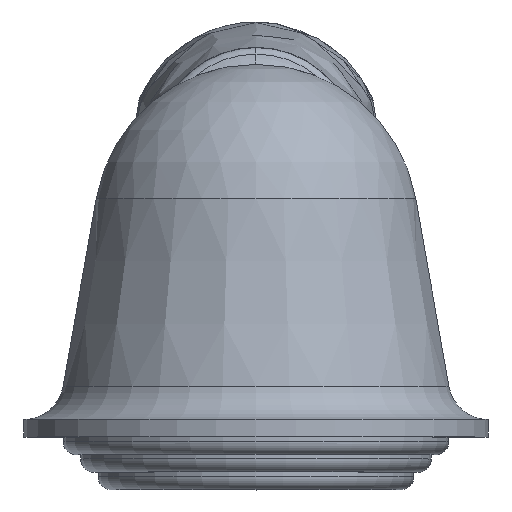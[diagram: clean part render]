
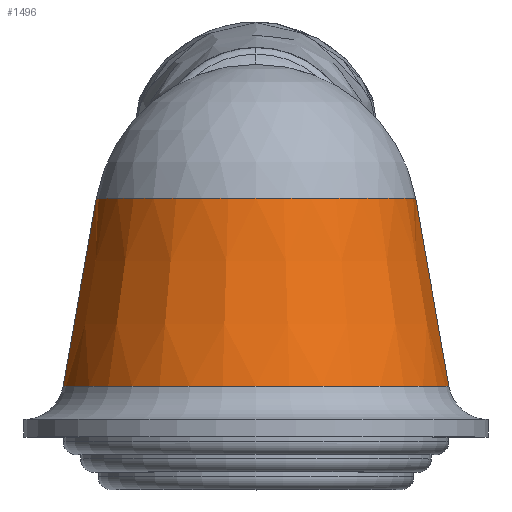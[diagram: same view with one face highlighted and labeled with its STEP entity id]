
A CAD part, top view. The second image highlights one B-rep face of the part: STEP entity #1496.
In plain terms, the highlighted conical face has half-angle 10 degrees and reference radius 20.11 mm.
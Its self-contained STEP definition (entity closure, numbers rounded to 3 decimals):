
#103=CARTESIAN_POINT('',(0.,5.776,0.));
#104=DIRECTION('',(0.,-1.,0.));
#105=DIRECTION('',(1.,0.,0.));
#106=AXIS2_PLACEMENT_3D('',#103,#104,#105);
#138=DIRECTION('',(0.174,0.985,0.));
#139=VECTOR('',#138,21.766);
#140=CARTESIAN_POINT('',(-22.,5.776,0.));
#141=LINE('',#140,#139);
#147=DIRECTION('',(-0.174,0.985,0.));
#148=VECTOR('',#147,21.766);
#149=CARTESIAN_POINT('',(22.,5.776,0.));
#150=LINE('',#149,#148);
#677=CARTESIAN_POINT('',(0.,27.211,0.));
#678=DIRECTION('',(0.,-1.,0.));
#679=DIRECTION('',(1.,0.,0.));
#680=AXIS2_PLACEMENT_3D('',#677,#678,#679);
#1018=CARTESIAN_POINT('',(22.,5.776,0.));
#1019=VERTEX_POINT('',#1018);
#1020=CARTESIAN_POINT('',(18.22,27.211,0.));
#1021=VERTEX_POINT('',#1020);
#1028=CARTESIAN_POINT('',(-22.,5.776,0.));
#1029=VERTEX_POINT('',#1028);
#1030=CARTESIAN_POINT('',(-18.22,27.211,0.));
#1031=VERTEX_POINT('',#1030);
#1482=CARTESIAN_POINT('',(0.,16.494,0.));
#1483=DIRECTION('',(0.,-1.,0.));
#1484=DIRECTION('',(-1.,0.,0.));
#1485=AXIS2_PLACEMENT_3D('',#1482,#1483,#1484);
#1486=CONICAL_SURFACE('',#1485,20.11,10.);
#1488=ORIENTED_EDGE('',*,*,#1487,.F.);
#1489=ORIENTED_EDGE('',*,*,#1465,.T.);
#1491=ORIENTED_EDGE('',*,*,#1490,.T.);
#1493=ORIENTED_EDGE('',*,*,#1492,.F.);
#1494=EDGE_LOOP('',(#1488,#1489,#1491,#1493));
#1495=FACE_OUTER_BOUND('',#1494,.F.);
#1496=ADVANCED_FACE('',(#1495),#1486,.T.);
#107=CIRCLE('',#106,22.);
#681=CIRCLE('',#680,18.22);
#1465=EDGE_CURVE('',#1019,#1029,#107,.T.);
#1487=EDGE_CURVE('',#1019,#1021,#150,.T.);
#1490=EDGE_CURVE('',#1029,#1031,#141,.T.);
#1492=EDGE_CURVE('',#1021,#1031,#681,.T.);
